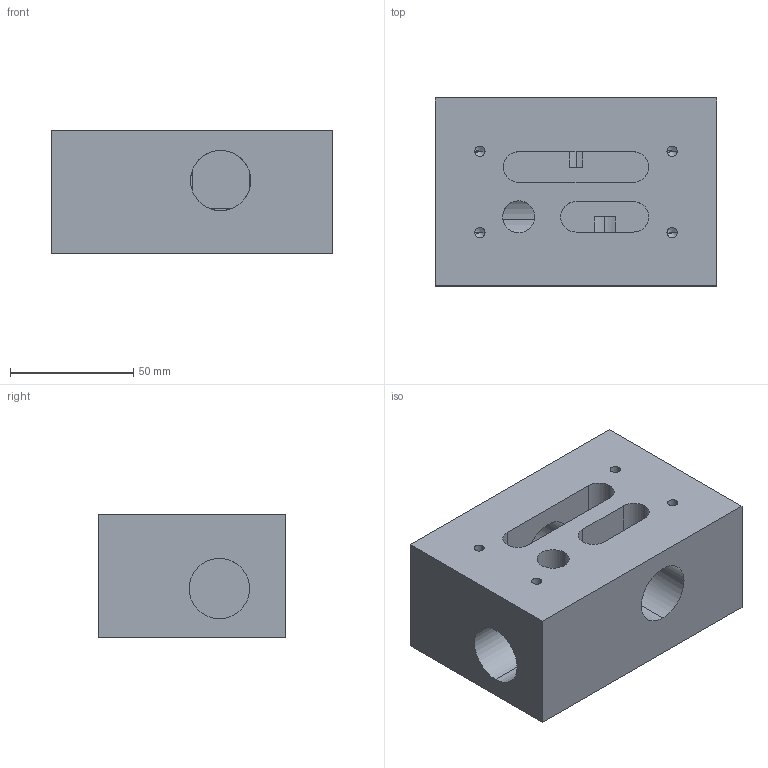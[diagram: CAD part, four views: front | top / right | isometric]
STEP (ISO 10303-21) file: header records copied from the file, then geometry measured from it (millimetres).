
FILE_DESCRIPTION (( 'STEP AP214' ), '1' );
FILE_NAME ('DE-02-03-20-01.STEP', '2020-03-02T11:42:52', ( '' ), ( '' ), 'SwSTEP 2.0', 'SolidWorks 2019', '' );
FILE_SCHEMA (( 'AUTOMOTIVE_DESIGN' ));
Length unit declared in the file: millimetre
Products named in the file (1): DE-02-03-20-01
Bounding box: 114.3 x 76.2 x 50.3 mm (x, y, z)
Volume: 359811 mm3; surface area: 49339 mm2
Topology: 1 solids, 1 shells, 47 faces, 127 edges, 78 vertices
Faces by surface type: cylinder 22, plane 17, cone 8
Entity records: 1735 total; most frequent: CARTESIAN_POINT 363, DIRECTION 257, ORIENTED_EDGE 238, EDGE_CURVE 119, AXIS2_PLACEMENT_3D 96, VERTEX_POINT 78, LINE 65, VECTOR 65
